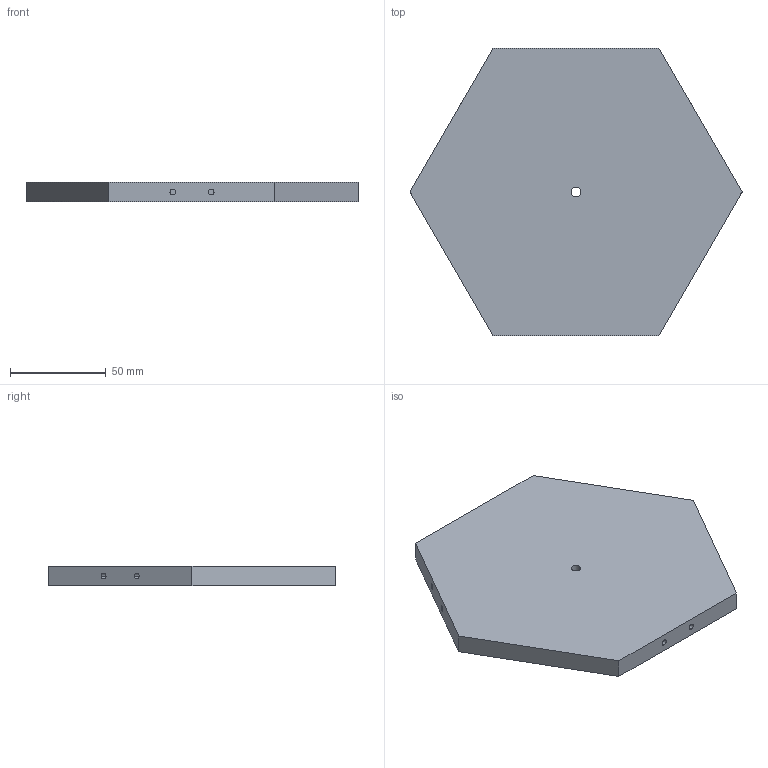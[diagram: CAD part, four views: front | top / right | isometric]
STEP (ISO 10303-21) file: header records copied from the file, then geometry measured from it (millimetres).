
FILE_DESCRIPTION (( 'STEP AP203' ), '1' );
FILE_NAME ('TopPlate_Default_sldprt.STEP', '2024-07-29T22:25:56', ( '' ), ( '' ), 'SwSTEP 2.0', 'SolidWorks 2023', '' );
FILE_SCHEMA (( 'CONFIG_CONTROL_DESIGN' ));
Length unit declared in the file: millimetre
Products named in the file (1): TopPlate_Default_sldprt
Bounding box: 173.21 x 150 x 10 mm (x, y, z)
Volume: 194235.3 mm3; surface area: 44850.6 mm2
Topology: 1 solids, 1 shells, 28 faces, 60 edges, 40 vertices
Faces by surface type: cylinder 14, plane 14
Entity records: 853 total; most frequent: DIRECTION 146, CARTESIAN_POINT 129, ORIENTED_EDGE 120, EDGE_CURVE 60, AXIS2_PLACEMENT_3D 57, VERTEX_POINT 40, EDGE_LOOP 36, VECTOR 32
